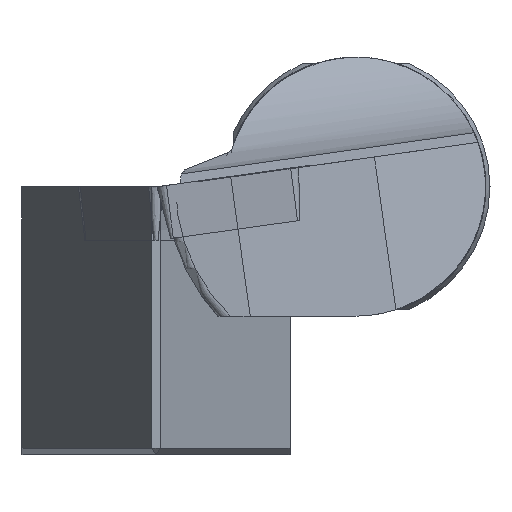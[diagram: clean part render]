
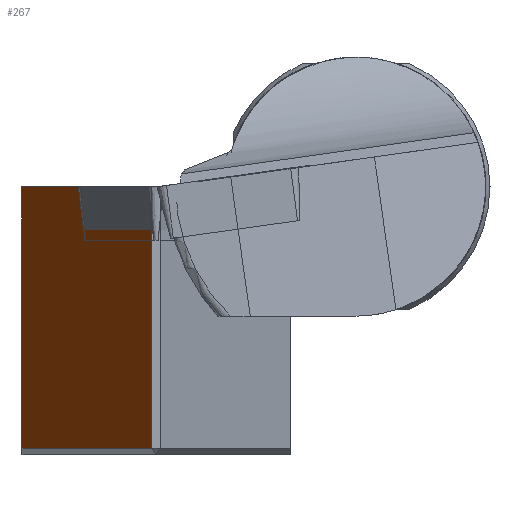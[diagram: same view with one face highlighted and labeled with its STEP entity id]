
A CAD part, left-side view. The second image highlights one B-rep face of the part: STEP entity #267.
In plain terms, the highlighted planar face has unit normal (-0.462, 0.887, 0).
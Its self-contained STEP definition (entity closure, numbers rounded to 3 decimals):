
#267=ADVANCED_FACE('',(#355),#304,.T.);
#304=PLANE('',#1243);
#355=FACE_OUTER_BOUND('',#438,.T.);
#438=EDGE_LOOP('',(#710,#711,#712,#713));
#710=ORIENTED_EDGE('',*,*,#989,.F.);
#711=ORIENTED_EDGE('',*,*,#991,.T.);
#712=ORIENTED_EDGE('',*,*,#992,.T.);
#713=ORIENTED_EDGE('',*,*,#993,.F.);
#845=VERTEX_POINT('',#2290);
#846=VERTEX_POINT('',#2292);
#847=VERTEX_POINT('',#2296);
#848=VERTEX_POINT('',#2298);
#989=EDGE_CURVE('',#845,#846,#1058,.T.);
#991=EDGE_CURVE('',#845,#847,#1060,.T.);
#992=EDGE_CURVE('',#847,#848,#1061,.T.);
#993=EDGE_CURVE('',#846,#848,#1062,.T.);
#1058=LINE('',#2291,#1127);
#1060=LINE('',#2295,#1129);
#1061=LINE('',#2297,#1130);
#1062=LINE('',#2299,#1131);
#1127=VECTOR('',#1494,1.);
#1129=VECTOR('',#1498,1.);
#1130=VECTOR('',#1499,1.);
#1131=VECTOR('',#1500,1.);
#1243=AXIS2_PLACEMENT_3D('',#2300,#1501,#1502);
#1494=DIRECTION('',(0.,0.,1.));
#1498=DIRECTION('',(-0.887,-0.462,0.));
#1499=DIRECTION('',(0.,0.,1.));
#1500=DIRECTION('',(-0.887,-0.462,0.));
#1501=DIRECTION('',(-0.462,0.887,0.));
#1502=DIRECTION('',(-0.887,-0.462,0.));
#2290=CARTESIAN_POINT('',(12.033,6.,-11.7));
#2291=CARTESIAN_POINT('',(12.033,6.,-12.));
#2292=CARTESIAN_POINT('',(12.033,6.,0.));
#2295=CARTESIAN_POINT('',(12.033,6.,-11.7));
#2296=CARTESIAN_POINT('',(0.862,0.185,-11.7));
#2297=CARTESIAN_POINT('',(0.862,0.185,-12.));
#2298=CARTESIAN_POINT('',(0.862,0.185,0.));
#2299=CARTESIAN_POINT('',(12.033,6.,0.));
#2300=CARTESIAN_POINT('',(12.033,6.,-12.));
